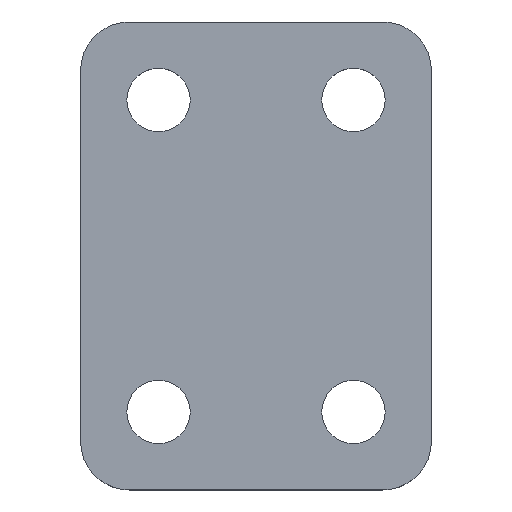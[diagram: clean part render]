
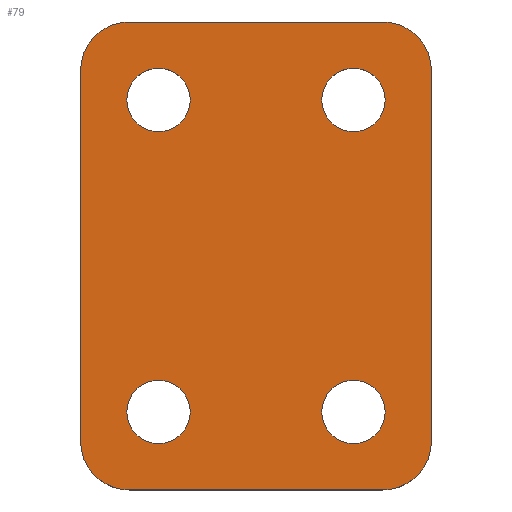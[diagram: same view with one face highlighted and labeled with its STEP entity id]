
A CAD part, top view. The second image highlights one B-rep face of the part: STEP entity #79.
In plain terms, the highlighted planar face has unit normal (0, 0, 1).
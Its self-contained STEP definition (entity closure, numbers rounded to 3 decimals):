
#79=ADVANCED_FACE('',(#102,#103,#104,#105,#106),#107,.T.);
#102=FACE_OUTER_BOUND('',#146,.T.);
#103=FACE_BOUND('',#147,.T.);
#104=FACE_BOUND('',#148,.T.);
#105=FACE_BOUND('',#149,.T.);
#106=FACE_BOUND('',#150,.T.);
#107=PLANE('',#151);
#146=EDGE_LOOP('',(#210,#211,#212,#213,#214,#215,#216,#217));
#147=EDGE_LOOP('',(#218,#219));
#148=EDGE_LOOP('',(#220,#221));
#149=EDGE_LOOP('',(#222,#223));
#150=EDGE_LOOP('',(#224,#225));
#151=AXIS2_PLACEMENT_3D('',#226,#227,#228);
#210=ORIENTED_EDGE('',*,*,#348,.T.);
#211=ORIENTED_EDGE('',*,*,#349,.T.);
#212=ORIENTED_EDGE('',*,*,#350,.T.);
#213=ORIENTED_EDGE('',*,*,#351,.T.);
#214=ORIENTED_EDGE('',*,*,#352,.T.);
#215=ORIENTED_EDGE('',*,*,#353,.T.);
#216=ORIENTED_EDGE('',*,*,#354,.T.);
#217=ORIENTED_EDGE('',*,*,#355,.T.);
#218=ORIENTED_EDGE('',*,*,#336,.F.);
#219=ORIENTED_EDGE('',*,*,#356,.F.);
#220=ORIENTED_EDGE('',*,*,#344,.F.);
#221=ORIENTED_EDGE('',*,*,#357,.F.);
#222=ORIENTED_EDGE('',*,*,#340,.F.);
#223=ORIENTED_EDGE('',*,*,#358,.F.);
#224=ORIENTED_EDGE('',*,*,#332,.F.);
#225=ORIENTED_EDGE('',*,*,#359,.F.);
#226=CARTESIAN_POINT('',(13.0,-19.0,6.0));
#227=DIRECTION('',(0.0,0.0,1.0));
#228=DIRECTION('',(1.0,0.0,0.0));
#332=EDGE_CURVE('',#380,#381,#382,.T.);
#336=EDGE_CURVE('',#388,#389,#390,.T.);
#340=EDGE_CURVE('',#396,#397,#398,.T.);
#344=EDGE_CURVE('',#404,#405,#406,.T.);
#348=EDGE_CURVE('',#412,#413,#414,.T.);
#349=EDGE_CURVE('',#413,#415,#416,.T.);
#350=EDGE_CURVE('',#415,#417,#418,.T.);
#351=EDGE_CURVE('',#417,#419,#420,.T.);
#352=EDGE_CURVE('',#419,#421,#422,.T.);
#353=EDGE_CURVE('',#421,#423,#424,.T.);
#354=EDGE_CURVE('',#423,#425,#426,.T.);
#355=EDGE_CURVE('',#425,#412,#427,.T.);
#356=EDGE_CURVE('',#389,#388,#428,.T.);
#357=EDGE_CURVE('',#405,#404,#429,.T.);
#358=EDGE_CURVE('',#397,#396,#430,.T.);
#359=EDGE_CURVE('',#381,#380,#431,.T.);
#380=VERTEX_POINT('',#460);
#381=VERTEX_POINT('',#461);
#382=CIRCLE('',#462,3.25);
#388=VERTEX_POINT('',#470);
#389=VERTEX_POINT('',#471);
#390=CIRCLE('',#472,3.25);
#396=VERTEX_POINT('',#480);
#397=VERTEX_POINT('',#481);
#398=CIRCLE('',#482,3.25);
#404=VERTEX_POINT('',#490);
#405=VERTEX_POINT('',#491);
#406=CIRCLE('',#492,3.25);
#412=VERTEX_POINT('',#500);
#413=VERTEX_POINT('',#501);
#414=CIRCLE('',#502,5.0);
#415=VERTEX_POINT('',#503);
#416=LINE('',#504,#505);
#417=VERTEX_POINT('',#506);
#418=CIRCLE('',#507,5.0);
#419=VERTEX_POINT('',#508);
#420=LINE('',#509,#510);
#421=VERTEX_POINT('',#511);
#422=CIRCLE('',#512,5.0);
#423=VERTEX_POINT('',#513);
#424=LINE('',#514,#515);
#425=VERTEX_POINT('',#516);
#426=CIRCLE('',#517,5.0);
#427=LINE('',#518,#519);
#428=CIRCLE('',#520,3.25);
#429=CIRCLE('',#521,3.25);
#430=CIRCLE('',#522,3.25);
#431=CIRCLE('',#523,3.25);
#460=CARTESIAN_POINT('',(6.75,16.0,6.0));
#461=CARTESIAN_POINT('',(13.25,16.0,6.0));
#462=AXIS2_PLACEMENT_3D('',#564,#565,#566);
#470=CARTESIAN_POINT('',(-13.25,16.0,6.0));
#471=CARTESIAN_POINT('',(-6.75,16.0,6.0));
#472=AXIS2_PLACEMENT_3D('',#572,#573,#574);
#480=CARTESIAN_POINT('',(-13.25,-16.0,6.0));
#481=CARTESIAN_POINT('',(-6.75,-16.0,6.0));
#482=AXIS2_PLACEMENT_3D('',#580,#581,#582);
#490=CARTESIAN_POINT('',(6.75,-16.0,6.0));
#491=CARTESIAN_POINT('',(13.25,-16.0,6.0));
#492=AXIS2_PLACEMENT_3D('',#588,#589,#590);
#500=CARTESIAN_POINT('',(13.,-24.0,6.0));
#501=CARTESIAN_POINT('',(18.0,-19.0,6.0));
#502=AXIS2_PLACEMENT_3D('',#596,#597,#598);
#503=CARTESIAN_POINT('',(18.0,19.0,6.0));
#504=CARTESIAN_POINT('',(18.0,-19.0,6.0));
#505=VECTOR('',#599,1000.0);
#506=CARTESIAN_POINT('',(13.,24.0,6.0));
#507=AXIS2_PLACEMENT_3D('',#600,#601,#602);
#508=CARTESIAN_POINT('',(-13.0,24.0,6.0));
#509=CARTESIAN_POINT('',(-13.0,24.0,6.0));
#510=VECTOR('',#603,1000.0);
#511=CARTESIAN_POINT('',(-18.0,19.0,6.0));
#512=AXIS2_PLACEMENT_3D('',#604,#605,#606);
#513=CARTESIAN_POINT('',(-18.0,-19.0,6.0));
#514=CARTESIAN_POINT('',(-18.0,-19.0,6.0));
#515=VECTOR('',#607,1000.0);
#516=CARTESIAN_POINT('',(-13.0,-24.0,6.0));
#517=AXIS2_PLACEMENT_3D('',#608,#609,#610);
#518=CARTESIAN_POINT('',(-13.0,-24.0,6.0));
#519=VECTOR('',#611,1000.0);
#520=AXIS2_PLACEMENT_3D('',#612,#613,#614);
#521=AXIS2_PLACEMENT_3D('',#615,#616,#617);
#522=AXIS2_PLACEMENT_3D('',#618,#619,#620);
#523=AXIS2_PLACEMENT_3D('',#621,#622,#623);
#564=CARTESIAN_POINT('',(10.,16.0,6.0));
#565=DIRECTION('',(0.0,0.0,1.0));
#566=DIRECTION('',(1.0,0.0,0.0));
#572=CARTESIAN_POINT('',(-10.0,16.0,6.0));
#573=DIRECTION('',(0.0,0.0,1.0));
#574=DIRECTION('',(1.0,0.0,0.0));
#580=CARTESIAN_POINT('',(-10.0,-16.0,6.0));
#581=DIRECTION('',(0.0,0.0,1.0));
#582=DIRECTION('',(1.0,0.0,0.0));
#588=CARTESIAN_POINT('',(10.,-16.0,6.0));
#589=DIRECTION('',(0.0,0.0,1.0));
#590=DIRECTION('',(1.0,0.0,0.0));
#596=CARTESIAN_POINT('',(13.0,-19.0,6.0));
#597=DIRECTION('',(0.0,0.0,1.0));
#598=DIRECTION('',(1.0,0.0,0.0));
#599=DIRECTION('',(0.0,1.0,0.0));
#600=CARTESIAN_POINT('',(13.0,19.0,6.0));
#601=DIRECTION('',(0.0,0.0,1.0));
#602=DIRECTION('',(-1.0,0.0,0.0));
#603=DIRECTION('',(-1.0,0.0,0.0));
#604=CARTESIAN_POINT('',(-13.0,19.0,6.0));
#605=DIRECTION('',(0.0,0.0,1.0));
#606=DIRECTION('',(-1.0,0.0,0.0));
#607=DIRECTION('',(0.0,-1.0,0.0));
#608=CARTESIAN_POINT('',(-13.0,-19.0,6.0));
#609=DIRECTION('',(0.0,0.0,1.0));
#610=DIRECTION('',(-1.0,0.0,0.0));
#611=DIRECTION('',(1.0,0.0,0.0));
#612=CARTESIAN_POINT('',(-10.0,16.0,6.0));
#613=DIRECTION('',(0.0,0.0,1.0));
#614=DIRECTION('',(1.0,0.0,0.0));
#615=CARTESIAN_POINT('',(10.,-16.0,6.0));
#616=DIRECTION('',(0.0,0.0,1.0));
#617=DIRECTION('',(1.0,0.0,0.0));
#618=CARTESIAN_POINT('',(-10.0,-16.0,6.0));
#619=DIRECTION('',(0.0,0.0,1.0));
#620=DIRECTION('',(1.0,0.0,0.0));
#621=CARTESIAN_POINT('',(10.,16.0,6.0));
#622=DIRECTION('',(0.0,0.0,1.0));
#623=DIRECTION('',(1.0,0.0,0.0));
